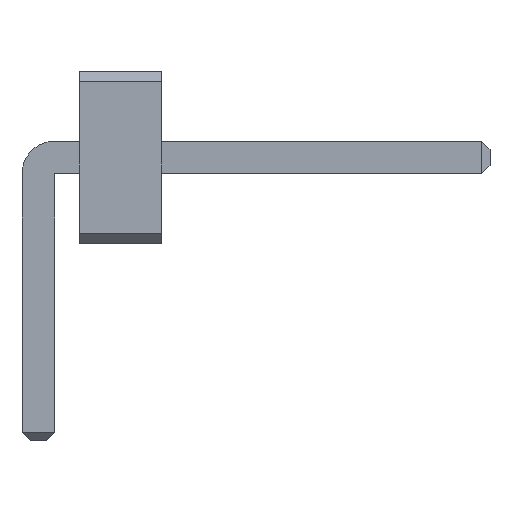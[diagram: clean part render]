
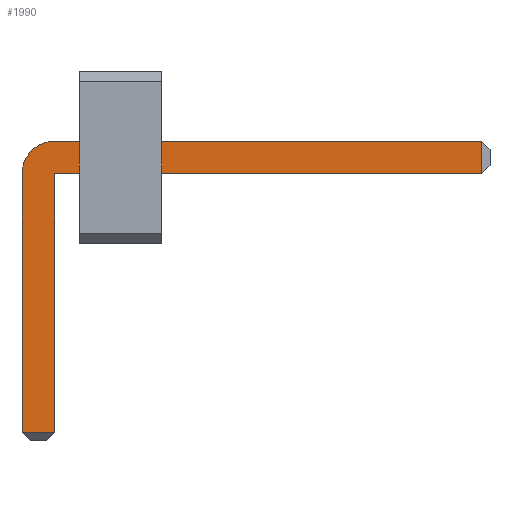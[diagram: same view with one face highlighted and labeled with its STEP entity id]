
A CAD part, front view. The second image highlights one B-rep face of the part: STEP entity #1990.
In plain terms, the highlighted planar face has unit normal (0, -1, 0).
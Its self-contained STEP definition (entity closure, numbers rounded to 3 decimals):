
#13=DIRECTION('',(0.,0.,1.));
#27=VECTOR('',#28,1.);
#28=DIRECTION('',(1.,0.,0.));
#841=VECTOR('',#13,1.);
#1764=DIRECTION('',(0.,0.,-1.));
#1801=VECTOR('',#1764,1.);
#1808=VECTOR('',#1809,1.);
#1809=DIRECTION('',(-1.,0.,0.));
#1830=DIRECTION('',(-0.,1.,0.));
#1834=DIRECTION('',(0.,1.,0.));
#1835=DIRECTION('',(1.,0.,0.));
#1842=VERTEX_POINT('',#1843);
#1843=CARTESIAN_POINT('',(0.2,-16.71,1.25));
#1845=ORIENTED_EDGE('',*,*,#1846,.T.);
#1846=EDGE_CURVE('',#1842,#1847,#1849,.T.);
#1847=VERTEX_POINT('',#1848);
#1848=CARTESIAN_POINT('',(5.4,-16.71,1.25));
#1849=LINE('',#1850,#27);
#1850=CARTESIAN_POINT('',(-0.2,-16.71,1.25));
#1886=EDGE_CURVE('',#1887,#1842,#1889,.T.);
#1887=VERTEX_POINT('',#1888);
#1888=CARTESIAN_POINT('',(-0.2,-16.71,0.85));
#1889=CIRCLE('',#1890,0.4);
#1890=AXIS2_PLACEMENT_3D('',#1891,#1830,#1764);
#1891=CARTESIAN_POINT('',(0.2,-16.71,0.85));
#1903=VERTEX_POINT('',#1904);
#1904=CARTESIAN_POINT('',(5.4,-16.71,0.85));
#1906=ORIENTED_EDGE('',*,*,#1907,.T.);
#1907=EDGE_CURVE('',#1903,#1908,#1909,.T.);
#1908=VERTEX_POINT('',#1891);
#1909=LINE('',#1910,#1808);
#1910=CARTESIAN_POINT('',(5.5,-16.71,0.85));
#1922=VERTEX_POINT('',#1923);
#1923=CARTESIAN_POINT('',(-0.2,-16.71,-2.3));
#1925=ORIENTED_EDGE('',*,*,#1926,.T.);
#1926=EDGE_CURVE('',#1922,#1887,#1927,.T.);
#1927=LINE('',#1928,#841);
#1928=CARTESIAN_POINT('',(-0.2,-16.71,-2.4));
#1936=ORIENTED_EDGE('',*,*,#1937,.T.);
#1937=EDGE_CURVE('',#1908,#1938,#1940,.T.);
#1938=VERTEX_POINT('',#1939);
#1939=CARTESIAN_POINT('',(0.2,-16.71,-2.3));
#1940=LINE('',#1891,#1801);
#1990=ADVANCED_FACE('',(#1991),#2000,.F.);
#1991=FACE_BOUND('',#1992,.F.);
#1992=EDGE_LOOP('',(#1845,#1993,#1906,#1936,#1996,#1925,#1999));
#1993=ORIENTED_EDGE('',*,*,#1994,.T.);
#1994=EDGE_CURVE('',#1847,#1903,#1995,.T.);
#1995=LINE('',#1848,#1801);
#1996=ORIENTED_EDGE('',*,*,#1997,.T.);
#1997=EDGE_CURVE('',#1938,#1922,#1998,.T.);
#1998=LINE('',#1939,#1808);
#1999=ORIENTED_EDGE('',*,*,#1886,.T.);
#2000=PLANE('',#2001);
#2001=AXIS2_PLACEMENT_3D('',#2002,#1834,#1835);
#2002=CARTESIAN_POINT('',(1.729,-16.71,0.346));
